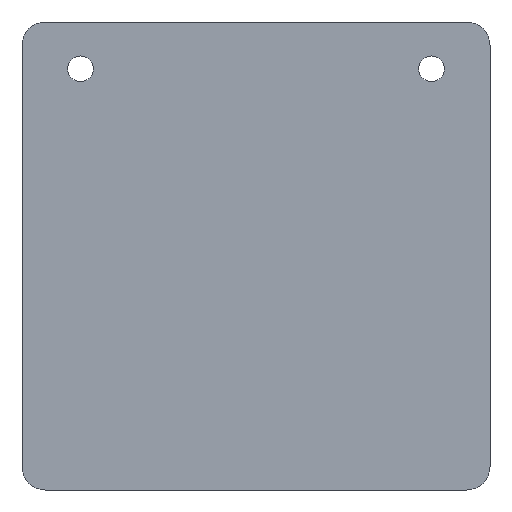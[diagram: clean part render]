
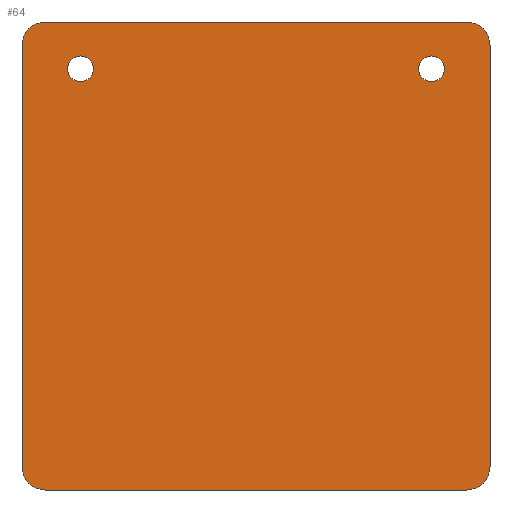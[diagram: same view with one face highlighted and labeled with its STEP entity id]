
A CAD part, front view. The second image highlights one B-rep face of the part: STEP entity #64.
In plain terms, the highlighted planar face has unit normal (0, -1, 0).
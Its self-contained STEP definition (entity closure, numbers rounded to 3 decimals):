
#1 = DIRECTION ( 'NONE',  ( 0., 0., 1. ) ) ;
#4 = DIRECTION ( 'NONE',  ( 0., 0., -1. ) ) ;
#5 = CARTESIAN_POINT ( 'NONE',  ( 37.5, 0., 40. ) ) ;
#10 = CARTESIAN_POINT ( 'NONE',  ( -50., 0., -45. ) ) ;
#18 = EDGE_CURVE ( 'NONE', #215, #47, #207, .T. ) ;
#20 = VECTOR ( 'NONE', #1, 1000. ) ;
#25 = AXIS2_PLACEMENT_3D ( 'NONE', #110, #312, #78 ) ;
#26 = ORIENTED_EDGE ( 'NONE', *, *, #226, .F. ) ;
#32 = DIRECTION ( 'NONE',  ( 0., -1., 0. ) ) ;
#35 = FACE_BOUND ( 'NONE', #293, .T. ) ;
#37 = DIRECTION ( 'NONE',  ( 0., 0., -1. ) ) ;
#38 = ORIENTED_EDGE ( 'NONE', *, *, #303, .F. ) ;
#40 = DIRECTION ( 'NONE',  ( 0., -1., 0. ) ) ;
#47 = VERTEX_POINT ( 'NONE', #269 ) ;
#48 = EDGE_CURVE ( 'NONE', #361, #334, #316, .T. ) ;
#49 = LINE ( 'NONE', #431, #323 ) ;
#58 = DIRECTION ( 'NONE',  ( 0., -1., 0. ) ) ;
#59 = CIRCLE ( 'NONE', #69, 2.75 ) ;
#61 = CARTESIAN_POINT ( 'NONE',  ( 50., 0., 45. ) ) ;
#64 = ADVANCED_FACE ( 'NONE', ( #35, #235, #384 ), #147, .T. ) ;
#69 = AXIS2_PLACEMENT_3D ( 'NONE', #165, #58, #214 ) ;
#75 = CARTESIAN_POINT ( 'NONE',  ( 50., 0., 50. ) ) ;
#78 = DIRECTION ( 'NONE',  ( 0., 0., -1. ) ) ;
#91 = DIRECTION ( 'NONE',  ( -1., 0., 0. ) ) ;
#93 = EDGE_CURVE ( 'NONE', #255, #184, #424, .T. ) ;
#97 = DIRECTION ( 'NONE',  ( 0., 0., -1. ) ) ;
#98 = LINE ( 'NONE', #253, #342 ) ;
#100 = VERTEX_POINT ( 'NONE', #121 ) ;
#110 = CARTESIAN_POINT ( 'NONE',  ( 0., 0., 0. ) ) ;
#112 = CARTESIAN_POINT ( 'NONE',  ( -37.5, 0., 40. ) ) ;
#121 = CARTESIAN_POINT ( 'NONE',  ( 37.5, 0., 42.75 ) ) ;
#126 = ORIENTED_EDGE ( 'NONE', *, *, #93, .T. ) ;
#127 = AXIS2_PLACEMENT_3D ( 'NONE', #320, #210, #97 ) ;
#130 = EDGE_CURVE ( 'NONE', #255, #383, #262, .T. ) ;
#142 = EDGE_LOOP ( 'NONE', ( #191, #413 ) ) ;
#147 = PLANE ( 'NONE',  #25 ) ;
#152 = CARTESIAN_POINT ( 'NONE',  ( 45., 0., -50. ) ) ;
#153 = ORIENTED_EDGE ( 'NONE', *, *, #18, .T. ) ;
#165 = CARTESIAN_POINT ( 'NONE',  ( -37.5, 0., 40. ) ) ;
#178 = CARTESIAN_POINT ( 'NONE',  ( -37.5, 0., 42.75 ) ) ;
#182 = CARTESIAN_POINT ( 'NONE',  ( -45., 0., 50. ) ) ;
#184 = VERTEX_POINT ( 'NONE', #395 ) ;
#187 = CARTESIAN_POINT ( 'NONE',  ( -50., 0., 45. ) ) ;
#191 = ORIENTED_EDGE ( 'NONE', *, *, #429, .F. ) ;
#193 = LINE ( 'NONE', #340, #20 ) ;
#200 = DIRECTION ( 'NONE',  ( 0., -1., 0. ) ) ;
#202 = ORIENTED_EDGE ( 'NONE', *, *, #205, .T. ) ;
#205 = EDGE_CURVE ( 'NONE', #287, #383, #275, .T. ) ;
#207 = CIRCLE ( 'NONE', #266, 5. ) ;
#210 = DIRECTION ( 'NONE',  ( 0., -1., 0. ) ) ;
#213 = EDGE_CURVE ( 'NONE', #301, #278, #59, .T. ) ;
#214 = DIRECTION ( 'NONE',  ( 0., 0., -1. ) ) ;
#215 = VERTEX_POINT ( 'NONE', #10 ) ;
#223 = ORIENTED_EDGE ( 'NONE', *, *, #48, .T. ) ;
#224 = CARTESIAN_POINT ( 'NONE',  ( 50., 0., -45. ) ) ;
#226 = EDGE_CURVE ( 'NONE', #287, #47, #49, .T. ) ;
#230 = VECTOR ( 'NONE', #455, 1000. ) ;
#235 = FACE_BOUND ( 'NONE', #142, .T. ) ;
#236 = EDGE_CURVE ( 'NONE', #451, #100, #434, .T. ) ;
#246 = CARTESIAN_POINT ( 'NONE',  ( 37.5, 0., 40. ) ) ;
#250 = EDGE_CURVE ( 'NONE', #361, #184, #98, .T. ) ;
#253 = CARTESIAN_POINT ( 'NONE',  ( -50., 0., 50. ) ) ;
#255 = VERTEX_POINT ( 'NONE', #61 ) ;
#262 = LINE ( 'NONE', #75, #230 ) ;
#266 = AXIS2_PLACEMENT_3D ( 'NONE', #299, #200, #305 ) ;
#269 = CARTESIAN_POINT ( 'NONE',  ( -45., 0., -50. ) ) ;
#275 = CIRCLE ( 'NONE', #127, 5. ) ;
#276 = AXIS2_PLACEMENT_3D ( 'NONE', #5, #375, #37 ) ;
#278 = VERTEX_POINT ( 'NONE', #178 ) ;
#287 = VERTEX_POINT ( 'NONE', #152 ) ;
#288 = AXIS2_PLACEMENT_3D ( 'NONE', #246, #355, #472 ) ;
#292 = DIRECTION ( 'NONE',  ( 1., 0., 0. ) ) ;
#293 = EDGE_LOOP ( 'NONE', ( #38, #484 ) ) ;
#299 = CARTESIAN_POINT ( 'NONE',  ( -45., 0., -45. ) ) ;
#301 = VERTEX_POINT ( 'NONE', #307 ) ;
#302 = DIRECTION ( 'NONE',  ( 0., 0., -1. ) ) ;
#303 = EDGE_CURVE ( 'NONE', #278, #301, #414, .T. ) ;
#305 = DIRECTION ( 'NONE',  ( 0., 0., -1. ) ) ;
#307 = CARTESIAN_POINT ( 'NONE',  ( -37.5, 0., 37.25 ) ) ;
#312 = DIRECTION ( 'NONE',  ( 0., -1., 0. ) ) ;
#316 = CIRCLE ( 'NONE', #441, 5. ) ;
#320 = CARTESIAN_POINT ( 'NONE',  ( 45., 0., -45. ) ) ;
#323 = VECTOR ( 'NONE', #91, 1000. ) ;
#331 = ORIENTED_EDGE ( 'NONE', *, *, #250, .F. ) ;
#334 = VERTEX_POINT ( 'NONE', #187 ) ;
#337 = DIRECTION ( 'NONE',  ( 0., 0., -1. ) ) ;
#339 = CARTESIAN_POINT ( 'NONE',  ( 45., 0., 45. ) ) ;
#340 = CARTESIAN_POINT ( 'NONE',  ( -50., 0., 50. ) ) ;
#342 = VECTOR ( 'NONE', #292, 1000. ) ;
#343 = AXIS2_PLACEMENT_3D ( 'NONE', #112, #40, #337 ) ;
#355 = DIRECTION ( 'NONE',  ( 0., -1., 0. ) ) ;
#359 = AXIS2_PLACEMENT_3D ( 'NONE', #339, #32, #302 ) ;
#361 = VERTEX_POINT ( 'NONE', #182 ) ;
#371 = CIRCLE ( 'NONE', #276, 2.75 ) ;
#375 = DIRECTION ( 'NONE',  ( 0., -1., 0. ) ) ;
#383 = VERTEX_POINT ( 'NONE', #224 ) ;
#384 = FACE_OUTER_BOUND ( 'NONE', #443, .T. ) ;
#395 = CARTESIAN_POINT ( 'NONE',  ( 45., 0., 50. ) ) ;
#413 = ORIENTED_EDGE ( 'NONE', *, *, #236, .F. ) ;
#414 = CIRCLE ( 'NONE', #343, 2.75 ) ;
#415 = DIRECTION ( 'NONE',  ( 0., -1., 0. ) ) ;
#419 = ORIENTED_EDGE ( 'NONE', *, *, #130, .F. ) ;
#423 = CARTESIAN_POINT ( 'NONE',  ( -45., 0., 45. ) ) ;
#424 = CIRCLE ( 'NONE', #359, 5. ) ;
#427 = ORIENTED_EDGE ( 'NONE', *, *, #439, .F. ) ;
#429 = EDGE_CURVE ( 'NONE', #100, #451, #371, .T. ) ;
#431 = CARTESIAN_POINT ( 'NONE',  ( -50., 0., -50. ) ) ;
#434 = CIRCLE ( 'NONE', #288, 2.75 ) ;
#439 = EDGE_CURVE ( 'NONE', #215, #334, #193, .T. ) ;
#441 = AXIS2_PLACEMENT_3D ( 'NONE', #423, #415, #4 ) ;
#443 = EDGE_LOOP ( 'NONE', ( #427, #153, #26, #202, #419, #126, #331, #223 ) ) ;
#451 = VERTEX_POINT ( 'NONE', #465 ) ;
#455 = DIRECTION ( 'NONE',  ( 0., 0., -1. ) ) ;
#465 = CARTESIAN_POINT ( 'NONE',  ( 37.5, 0., 37.25 ) ) ;
#472 = DIRECTION ( 'NONE',  ( 0., 0., -1. ) ) ;
#484 = ORIENTED_EDGE ( 'NONE', *, *, #213, .F. ) ;
